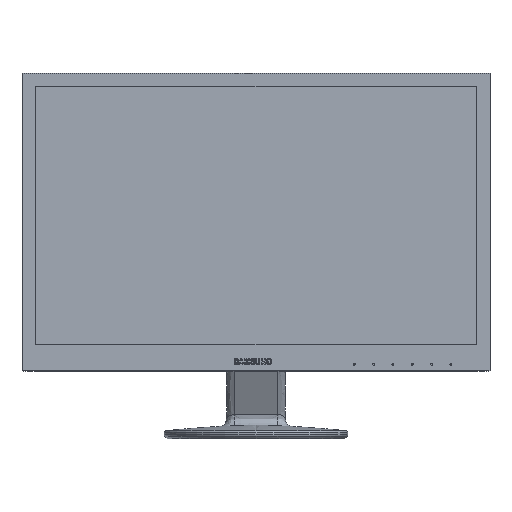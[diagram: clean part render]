
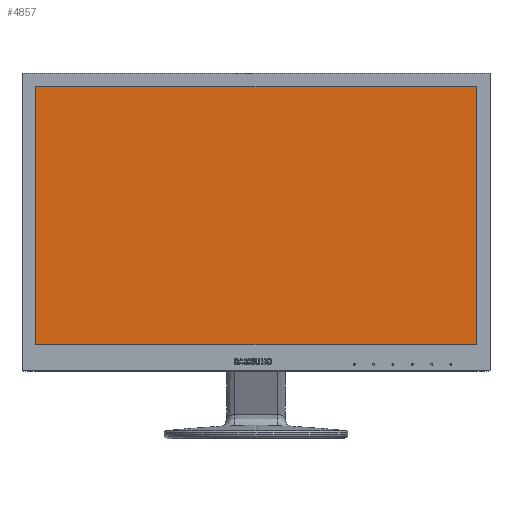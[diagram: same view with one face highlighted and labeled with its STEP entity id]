
A CAD part, top view. The second image highlights one B-rep face of the part: STEP entity #4857.
In plain terms, the highlighted planar face has unit normal (0, 0, 1).
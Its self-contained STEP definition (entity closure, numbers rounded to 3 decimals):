
#4755=CARTESIAN_POINT('',(-228.02,140.02,-5.0));
#4756=VERTEX_POINT('',#4755);
#4757=CARTESIAN_POINT('',(-228.02,-127.013,-5.0));
#4758=VERTEX_POINT('',#4757);
#4759=CARTESIAN_POINT('',(-228.02,140.02,-5.0));
#4760=DIRECTION('',(0.,-1.0,0.0));
#4761=VECTOR('',#4760,267.032);
#4762=LINE('',#4759,#4761);
#4763=EDGE_CURVE('',#4756,#4758,#4762,.T.);
#4786=CARTESIAN_POINT('',(228.02,-127.013,-5.0));
#4787=VERTEX_POINT('',#4786);
#4788=CARTESIAN_POINT('',(-228.02,-127.013,-5.0));
#4789=DIRECTION('',(1.0,0.0,0.0));
#4790=VECTOR('',#4789,456.04);
#4791=LINE('',#4788,#4790);
#4792=EDGE_CURVE('',#4758,#4787,#4791,.T.);
#4810=CARTESIAN_POINT('',(228.02,140.02,-5.0));
#4811=VERTEX_POINT('',#4810);
#4812=CARTESIAN_POINT('',(228.02,-127.013,-5.0));
#4813=DIRECTION('',(0.0,1.0,0.0));
#4814=VECTOR('',#4813,267.032);
#4815=LINE('',#4812,#4814);
#4816=EDGE_CURVE('',#4787,#4811,#4815,.T.);
#4834=CARTESIAN_POINT('',(228.02,140.02,-5.0));
#4835=DIRECTION('',(-1.0,0.0,0.0));
#4836=VECTOR('',#4835,456.04);
#4837=LINE('',#4834,#4836);
#4838=EDGE_CURVE('',#4811,#4756,#4837,.T.);
#4846=CARTESIAN_POINT('',(0.,6.504,-5.0));
#4847=DIRECTION('',(0.0,0.0,1.0));
#4848=DIRECTION('',(1.0,0.0,0.0));
#4849=AXIS2_PLACEMENT_3D('',#4846,#4847,#4848);
#4850=PLANE('',#4849);
#4851=ORIENTED_EDGE('',*,*,#4763,.T.);
#4852=ORIENTED_EDGE('',*,*,#4792,.T.);
#4853=ORIENTED_EDGE('',*,*,#4816,.T.);
#4854=ORIENTED_EDGE('',*,*,#4838,.T.);
#4855=EDGE_LOOP('',(#4851,#4852,#4853,#4854));
#4856=FACE_OUTER_BOUND('',#4855,.T.);
#4857=ADVANCED_FACE('',(#4856),#4850,.T.);
